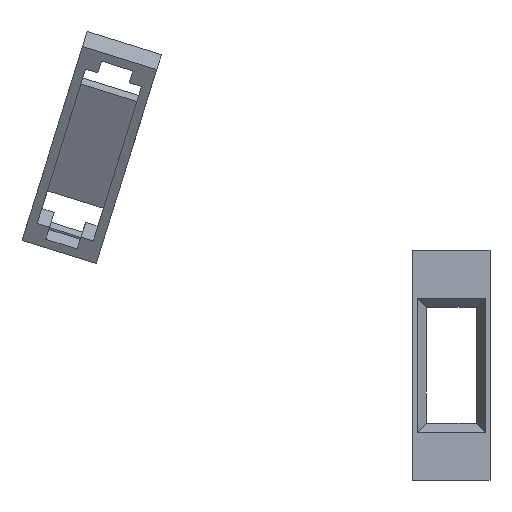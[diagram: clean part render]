
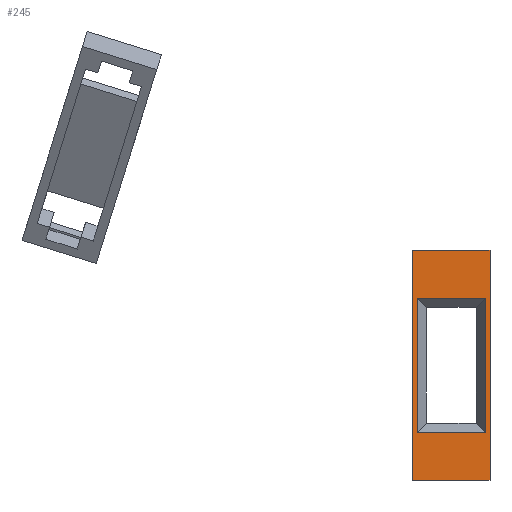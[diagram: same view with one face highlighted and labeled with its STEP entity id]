
A CAD part, top view. The second image highlights one B-rep face of the part: STEP entity #245.
In plain terms, the highlighted planar face has unit normal (0, 0, 1).
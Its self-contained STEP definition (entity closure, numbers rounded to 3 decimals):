
#56 = VERTEX_POINT('',#57);
#57 = CARTESIAN_POINT('',(-8.2,-24.45,3.5));
#64 = PLANE('',#65);
#65 = AXIS2_PLACEMENT_3D('',#66,#67,#68);
#66 = CARTESIAN_POINT('',(-8.2,-24.45,0.));
#67 = DIRECTION('',(1.,0.,0.));
#68 = DIRECTION('',(0.,0.,1.));
#76 = PLANE('',#77);
#77 = AXIS2_PLACEMENT_3D('',#78,#79,#80);
#78 = CARTESIAN_POINT('',(-8.2,-24.45,0.));
#79 = DIRECTION('',(0.,1.,0.));
#80 = DIRECTION('',(0.,0.,1.));
#117 = VERTEX_POINT('',#118);
#118 = CARTESIAN_POINT('',(-8.2,24.45,3.5));
#132 = PLANE('',#133);
#133 = AXIS2_PLACEMENT_3D('',#134,#135,#136);
#134 = CARTESIAN_POINT('',(-8.2,24.45,0.));
#135 = DIRECTION('',(0.,1.,0.));
#136 = DIRECTION('',(0.,0.,1.));
#144 = EDGE_CURVE('',#56,#117,#145,.T.);
#145 = SURFACE_CURVE('',#146,(#150,#157),.PCURVE_S1.);
#146 = LINE('',#147,#148);
#147 = CARTESIAN_POINT('',(-8.2,-24.45,3.5));
#148 = VECTOR('',#149,1.);
#149 = DIRECTION('',(0.,1.,0.));
#150 = PCURVE('',#64,#151);
#151 = DEFINITIONAL_REPRESENTATION('',(#152),#156);
#152 = LINE('',#153,#154);
#153 = CARTESIAN_POINT('',(3.5,0.));
#154 = VECTOR('',#155,1.);
#155 = DIRECTION('',(0.,-1.));
#156 = ( GEOMETRIC_REPRESENTATION_CONTEXT(2) 
PARAMETRIC_REPRESENTATION_CONTEXT() REPRESENTATION_CONTEXT('2D SPACE',''
  ) );
#157 = PCURVE('',#158,#163);
#158 = PLANE('',#159);
#159 = AXIS2_PLACEMENT_3D('',#160,#161,#162);
#160 = CARTESIAN_POINT('',(-8.2,-24.45,3.5));
#161 = DIRECTION('',(0.,0.,1.));
#162 = DIRECTION('',(1.,0.,0.));
#163 = DEFINITIONAL_REPRESENTATION('',(#164),#168);
#164 = LINE('',#165,#166);
#165 = CARTESIAN_POINT('',(0.,0.));
#166 = VECTOR('',#167,1.);
#167 = DIRECTION('',(0.,1.));
#168 = ( GEOMETRIC_REPRESENTATION_CONTEXT(2) 
PARAMETRIC_REPRESENTATION_CONTEXT() REPRESENTATION_CONTEXT('2D SPACE',''
  ) );
#197 = EDGE_CURVE('',#56,#198,#200,.T.);
#198 = VERTEX_POINT('',#199);
#199 = CARTESIAN_POINT('',(8.2,-24.45,3.5));
#200 = SURFACE_CURVE('',#201,(#205,#212),.PCURVE_S1.);
#201 = LINE('',#202,#203);
#202 = CARTESIAN_POINT('',(-8.2,-24.45,3.5));
#203 = VECTOR('',#204,1.);
#204 = DIRECTION('',(1.,0.,0.));
#205 = PCURVE('',#76,#206);
#206 = DEFINITIONAL_REPRESENTATION('',(#207),#211);
#207 = LINE('',#208,#209);
#208 = CARTESIAN_POINT('',(3.5,0.));
#209 = VECTOR('',#210,1.);
#210 = DIRECTION('',(0.,1.));
#211 = ( GEOMETRIC_REPRESENTATION_CONTEXT(2) 
PARAMETRIC_REPRESENTATION_CONTEXT() REPRESENTATION_CONTEXT('2D SPACE',''
  ) );
#212 = PCURVE('',#158,#213);
#213 = DEFINITIONAL_REPRESENTATION('',(#214),#218);
#214 = LINE('',#215,#216);
#215 = CARTESIAN_POINT('',(0.,0.));
#216 = VECTOR('',#217,1.);
#217 = DIRECTION('',(1.,0.));
#218 = ( GEOMETRIC_REPRESENTATION_CONTEXT(2) 
PARAMETRIC_REPRESENTATION_CONTEXT() REPRESENTATION_CONTEXT('2D SPACE',''
  ) );
#234 = PLANE('',#235);
#235 = AXIS2_PLACEMENT_3D('',#236,#237,#238);
#236 = CARTESIAN_POINT('',(8.2,-24.45,0.));
#237 = DIRECTION('',(1.,0.,0.));
#238 = DIRECTION('',(0.,0.,1.));
#245 = ADVANCED_FACE('',(#246,#294),#158,.T.);
#246 = FACE_BOUND('',#247,.T.);
#247 = EDGE_LOOP('',(#248,#249,#250,#273));
#248 = ORIENTED_EDGE('',*,*,#144,.F.);
#249 = ORIENTED_EDGE('',*,*,#197,.T.);
#250 = ORIENTED_EDGE('',*,*,#251,.T.);
#251 = EDGE_CURVE('',#198,#252,#254,.T.);
#252 = VERTEX_POINT('',#253);
#253 = CARTESIAN_POINT('',(8.2,24.45,3.5));
#254 = SURFACE_CURVE('',#255,(#259,#266),.PCURVE_S1.);
#255 = LINE('',#256,#257);
#256 = CARTESIAN_POINT('',(8.2,-24.45,3.5));
#257 = VECTOR('',#258,1.);
#258 = DIRECTION('',(0.,1.,0.));
#259 = PCURVE('',#158,#260);
#260 = DEFINITIONAL_REPRESENTATION('',(#261),#265);
#261 = LINE('',#262,#263);
#262 = CARTESIAN_POINT('',(16.4,0.));
#263 = VECTOR('',#264,1.);
#264 = DIRECTION('',(0.,1.));
#265 = ( GEOMETRIC_REPRESENTATION_CONTEXT(2) 
PARAMETRIC_REPRESENTATION_CONTEXT() REPRESENTATION_CONTEXT('2D SPACE',''
  ) );
#266 = PCURVE('',#234,#267);
#267 = DEFINITIONAL_REPRESENTATION('',(#268),#272);
#268 = LINE('',#269,#270);
#269 = CARTESIAN_POINT('',(3.5,0.));
#270 = VECTOR('',#271,1.);
#271 = DIRECTION('',(0.,-1.));
#272 = ( GEOMETRIC_REPRESENTATION_CONTEXT(2) 
PARAMETRIC_REPRESENTATION_CONTEXT() REPRESENTATION_CONTEXT('2D SPACE',''
  ) );
#273 = ORIENTED_EDGE('',*,*,#274,.F.);
#274 = EDGE_CURVE('',#117,#252,#275,.T.);
#275 = SURFACE_CURVE('',#276,(#280,#287),.PCURVE_S1.);
#276 = LINE('',#277,#278);
#277 = CARTESIAN_POINT('',(-8.2,24.45,3.5));
#278 = VECTOR('',#279,1.);
#279 = DIRECTION('',(1.,0.,0.));
#280 = PCURVE('',#158,#281);
#281 = DEFINITIONAL_REPRESENTATION('',(#282),#286);
#282 = LINE('',#283,#284);
#283 = CARTESIAN_POINT('',(0.,48.9));
#284 = VECTOR('',#285,1.);
#285 = DIRECTION('',(1.,0.));
#286 = ( GEOMETRIC_REPRESENTATION_CONTEXT(2) 
PARAMETRIC_REPRESENTATION_CONTEXT() REPRESENTATION_CONTEXT('2D SPACE',''
  ) );
#287 = PCURVE('',#132,#288);
#288 = DEFINITIONAL_REPRESENTATION('',(#289),#293);
#289 = LINE('',#290,#291);
#290 = CARTESIAN_POINT('',(3.5,0.));
#291 = VECTOR('',#292,1.);
#292 = DIRECTION('',(0.,1.));
#293 = ( GEOMETRIC_REPRESENTATION_CONTEXT(2) 
PARAMETRIC_REPRESENTATION_CONTEXT() REPRESENTATION_CONTEXT('2D SPACE',''
  ) );
#294 = FACE_BOUND('',#295,.T.);
#295 = EDGE_LOOP('',(#296,#324,#350,#376));
#296 = ORIENTED_EDGE('',*,*,#297,.F.);
#297 = EDGE_CURVE('',#298,#300,#302,.T.);
#298 = VERTEX_POINT('',#299);
#299 = CARTESIAN_POINT('',(-7.25,-14.25,3.5));
#300 = VERTEX_POINT('',#301);
#301 = CARTESIAN_POINT('',(7.25,-14.25,3.5));
#302 = SURFACE_CURVE('',#303,(#307,#313),.PCURVE_S1.);
#303 = LINE('',#304,#305);
#304 = CARTESIAN_POINT('',(-4.099,-14.25,3.5));
#305 = VECTOR('',#306,1.);
#306 = DIRECTION('',(1.,0.,0.));
#307 = PCURVE('',#158,#308);
#308 = DEFINITIONAL_REPRESENTATION('',(#309),#312);
#309 = B_SPLINE_CURVE_WITH_KNOTS('',1,(#310,#311),.UNSPECIFIED.,.F.,.F.,
  (2,2),(-3.151,11.349),.PIECEWISE_BEZIER_KNOTS.);
#310 = CARTESIAN_POINT('',(0.95,10.2));
#311 = CARTESIAN_POINT('',(15.45,10.2));
#312 = ( GEOMETRIC_REPRESENTATION_CONTEXT(2) 
PARAMETRIC_REPRESENTATION_CONTEXT() REPRESENTATION_CONTEXT('2D SPACE',''
  ) );
#313 = PCURVE('',#314,#319);
#314 = PLANE('',#315);
#315 = AXIS2_PLACEMENT_3D('',#316,#317,#318);
#316 = CARTESIAN_POINT('',(0.002,-14.25,3.502));
#317 = DIRECTION('',(-0.,-1.,-0.));
#318 = DIRECTION('',(0.,0.,-1.));
#319 = DEFINITIONAL_REPRESENTATION('',(#320),#323);
#320 = B_SPLINE_CURVE_WITH_KNOTS('',1,(#321,#322),.UNSPECIFIED.,.F.,.F.,
  (2,2),(-3.151,11.349),.PIECEWISE_BEZIER_KNOTS.);
#321 = CARTESIAN_POINT('',(0.002,-7.252));
#322 = CARTESIAN_POINT('',(0.002,7.248));
#323 = ( GEOMETRIC_REPRESENTATION_CONTEXT(2) 
PARAMETRIC_REPRESENTATION_CONTEXT() REPRESENTATION_CONTEXT('2D SPACE',''
  ) );
#324 = ORIENTED_EDGE('',*,*,#325,.F.);
#325 = EDGE_CURVE('',#326,#298,#328,.T.);
#326 = VERTEX_POINT('',#327);
#327 = CARTESIAN_POINT('',(-7.25,14.25,3.5));
#328 = SURFACE_CURVE('',#329,(#333,#339),.PCURVE_S1.);
#329 = LINE('',#330,#331);
#330 = CARTESIAN_POINT('',(-7.25,-12.226,3.5));
#331 = VECTOR('',#332,1.);
#332 = DIRECTION('',(0.,-1.,0.));
#333 = PCURVE('',#158,#334);
#334 = DEFINITIONAL_REPRESENTATION('',(#335),#338);
#335 = B_SPLINE_CURVE_WITH_KNOTS('',1,(#336,#337),.UNSPECIFIED.,.F.,.F.,
  (2,2),(-26.476,2.024),.PIECEWISE_BEZIER_KNOTS.);
#336 = CARTESIAN_POINT('',(0.95,38.7));
#337 = CARTESIAN_POINT('',(0.95,10.2));
#338 = ( GEOMETRIC_REPRESENTATION_CONTEXT(2) 
PARAMETRIC_REPRESENTATION_CONTEXT() REPRESENTATION_CONTEXT('2D SPACE',''
  ) );
#339 = PCURVE('',#340,#345);
#340 = PLANE('',#341);
#341 = AXIS2_PLACEMENT_3D('',#342,#343,#344);
#342 = CARTESIAN_POINT('',(-7.25,-0.002,3.498));
#343 = DIRECTION('',(-1.,0.,0.));
#344 = DIRECTION('',(0.,0.,-1.));
#345 = DEFINITIONAL_REPRESENTATION('',(#346),#349);
#346 = B_SPLINE_CURVE_WITH_KNOTS('',1,(#347,#348),.UNSPECIFIED.,.F.,.F.,
  (2,2),(-26.476,2.024),.PIECEWISE_BEZIER_KNOTS.);
#347 = CARTESIAN_POINT('',(-0.002,-14.252));
#348 = CARTESIAN_POINT('',(-0.002,14.248));
#349 = ( GEOMETRIC_REPRESENTATION_CONTEXT(2) 
PARAMETRIC_REPRESENTATION_CONTEXT() REPRESENTATION_CONTEXT('2D SPACE',''
  ) );
#350 = ORIENTED_EDGE('',*,*,#351,.T.);
#351 = EDGE_CURVE('',#326,#352,#354,.T.);
#352 = VERTEX_POINT('',#353);
#353 = CARTESIAN_POINT('',(7.25,14.25,3.5));
#354 = SURFACE_CURVE('',#355,(#359,#365),.PCURVE_S1.);
#355 = LINE('',#356,#357);
#356 = CARTESIAN_POINT('',(-4.099,14.25,3.5));
#357 = VECTOR('',#358,1.);
#358 = DIRECTION('',(1.,0.,0.));
#359 = PCURVE('',#158,#360);
#360 = DEFINITIONAL_REPRESENTATION('',(#361),#364);
#361 = B_SPLINE_CURVE_WITH_KNOTS('',1,(#362,#363),.UNSPECIFIED.,.F.,.F.,
  (2,2),(-3.151,11.349),.PIECEWISE_BEZIER_KNOTS.);
#362 = CARTESIAN_POINT('',(0.95,38.7));
#363 = CARTESIAN_POINT('',(15.45,38.7));
#364 = ( GEOMETRIC_REPRESENTATION_CONTEXT(2) 
PARAMETRIC_REPRESENTATION_CONTEXT() REPRESENTATION_CONTEXT('2D SPACE',''
  ) );
#365 = PCURVE('',#366,#371);
#366 = PLANE('',#367);
#367 = AXIS2_PLACEMENT_3D('',#368,#369,#370);
#368 = CARTESIAN_POINT('',(0.002,14.25,3.498));
#369 = DIRECTION('',(-0.,-1.,-0.));
#370 = DIRECTION('',(0.,0.,-1.));
#371 = DEFINITIONAL_REPRESENTATION('',(#372),#375);
#372 = B_SPLINE_CURVE_WITH_KNOTS('',1,(#373,#374),.UNSPECIFIED.,.F.,.F.,
  (2,2),(-3.151,11.349),.PIECEWISE_BEZIER_KNOTS.);
#373 = CARTESIAN_POINT('',(-0.002,-7.252));
#374 = CARTESIAN_POINT('',(-0.002,7.248));
#375 = ( GEOMETRIC_REPRESENTATION_CONTEXT(2) 
PARAMETRIC_REPRESENTATION_CONTEXT() REPRESENTATION_CONTEXT('2D SPACE',''
  ) );
#376 = ORIENTED_EDGE('',*,*,#377,.T.);
#377 = EDGE_CURVE('',#352,#300,#378,.T.);
#378 = SURFACE_CURVE('',#379,(#383,#389),.PCURVE_S1.);
#379 = LINE('',#380,#381);
#380 = CARTESIAN_POINT('',(7.25,-12.226,3.5));
#381 = VECTOR('',#382,1.);
#382 = DIRECTION('',(0.,-1.,0.));
#383 = PCURVE('',#158,#384);
#384 = DEFINITIONAL_REPRESENTATION('',(#385),#388);
#385 = B_SPLINE_CURVE_WITH_KNOTS('',1,(#386,#387),.UNSPECIFIED.,.F.,.F.,
  (2,2),(-26.476,2.024),.PIECEWISE_BEZIER_KNOTS.);
#386 = CARTESIAN_POINT('',(15.45,38.7));
#387 = CARTESIAN_POINT('',(15.45,10.2));
#388 = ( GEOMETRIC_REPRESENTATION_CONTEXT(2) 
PARAMETRIC_REPRESENTATION_CONTEXT() REPRESENTATION_CONTEXT('2D SPACE',''
  ) );
#389 = PCURVE('',#390,#395);
#390 = PLANE('',#391);
#391 = AXIS2_PLACEMENT_3D('',#392,#393,#394);
#392 = CARTESIAN_POINT('',(7.25,-0.002,3.498));
#393 = DIRECTION('',(-1.,0.,0.));
#394 = DIRECTION('',(0.,0.,-1.));
#395 = DEFINITIONAL_REPRESENTATION('',(#396),#399);
#396 = B_SPLINE_CURVE_WITH_KNOTS('',1,(#397,#398),.UNSPECIFIED.,.F.,.F.,
  (2,2),(-26.476,2.024),.PIECEWISE_BEZIER_KNOTS.);
#397 = CARTESIAN_POINT('',(-0.002,-14.252));
#398 = CARTESIAN_POINT('',(-0.002,14.248));
#399 = ( GEOMETRIC_REPRESENTATION_CONTEXT(2) 
PARAMETRIC_REPRESENTATION_CONTEXT() REPRESENTATION_CONTEXT('2D SPACE',''
  ) );
